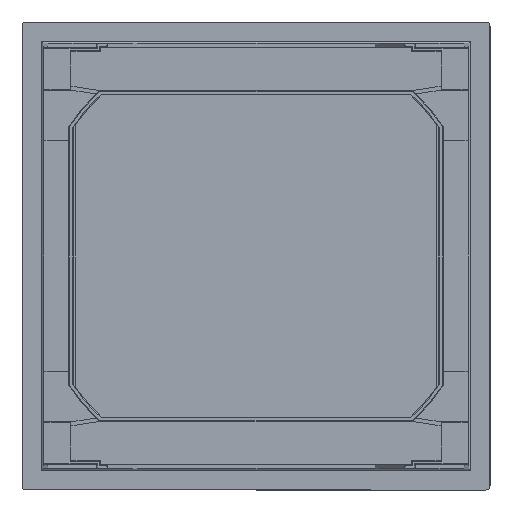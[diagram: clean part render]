
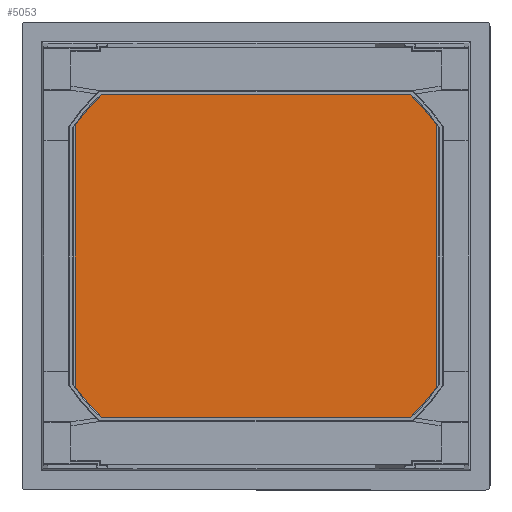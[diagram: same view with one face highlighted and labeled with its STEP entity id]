
A CAD part, front view. The second image highlights one B-rep face of the part: STEP entity #5053.
In plain terms, the highlighted planar face has unit normal (0, -1, 0).
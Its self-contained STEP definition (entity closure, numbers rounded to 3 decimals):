
#10 = LINE ( 'NONE', #1560, #146 ) ;
#146 = VECTOR ( 'NONE', #5916, 1000. ) ;
#214 = VERTEX_POINT ( 'NONE', #2703 ) ;
#346 = CARTESIAN_POINT ( 'NONE',  ( -96., 0., 96. ) ) ;
#601 = EDGE_LOOP ( 'NONE', ( #5808, #6391, #6585, #6803 ) ) ;
#629 = EDGE_CURVE ( 'NONE', #6153, #214, #1643, .T. ) ;
#819 = VERTEX_POINT ( 'NONE', #4230 ) ;
#1474 = VECTOR ( 'NONE', #5120, 1000. ) ;
#1485 = VECTOR ( 'NONE', #2692, 1000. ) ;
#1560 = CARTESIAN_POINT ( 'NONE',  ( -96., 0., -96. ) ) ;
#1643 = LINE ( 'NONE', #4410, #1485 ) ;
#2045 = PLANE ( 'NONE',  #2876 ) ;
#2377 = LINE ( 'NONE', #4475, #3516 ) ;
#2689 = EDGE_CURVE ( 'NONE', #214, #3665, #2941, .T. ) ;
#2692 = DIRECTION ( 'NONE',  ( 1., 0., 0. ) ) ;
#2703 = CARTESIAN_POINT ( 'NONE',  ( 96., 0., 96. ) ) ;
#2876 = AXIS2_PLACEMENT_3D ( 'NONE', #4783, #3176, #4817 ) ;
#2941 = LINE ( 'NONE', #4096, #1474 ) ;
#3176 = DIRECTION ( 'NONE',  ( 0., 1., 0. ) ) ;
#3516 = VECTOR ( 'NONE', #3886, 1000. ) ;
#3665 = VERTEX_POINT ( 'NONE', #3876 ) ;
#3876 = CARTESIAN_POINT ( 'NONE',  ( 96., 0., -96. ) ) ;
#3886 = DIRECTION ( 'NONE',  ( 0., 0., 1. ) ) ;
#4096 = CARTESIAN_POINT ( 'NONE',  ( 96., 0., -96. ) ) ;
#4230 = CARTESIAN_POINT ( 'NONE',  ( -96., 0., -96. ) ) ;
#4405 = EDGE_CURVE ( 'NONE', #819, #6153, #2377, .T. ) ;
#4410 = CARTESIAN_POINT ( 'NONE',  ( -96., 0., 96. ) ) ;
#4475 = CARTESIAN_POINT ( 'NONE',  ( -96., 0., -96. ) ) ;
#4680 = EDGE_CURVE ( 'NONE', #3665, #819, #10, .T. ) ;
#4783 = CARTESIAN_POINT ( 'NONE',  ( -96., 0., 96. ) ) ;
#4817 = DIRECTION ( 'NONE',  ( 0., 0., 1. ) ) ;
#5053 = ADVANCED_FACE ( 'NONE', ( #5807 ), #2045, .F. ) ;
#5120 = DIRECTION ( 'NONE',  ( 0., 0., -1. ) ) ;
#5807 = FACE_OUTER_BOUND ( 'NONE', #601, .T. ) ;
#5808 = ORIENTED_EDGE ( 'NONE', *, *, #4405, .F. ) ;
#5916 = DIRECTION ( 'NONE',  ( -1., 0., 0. ) ) ;
#6153 = VERTEX_POINT ( 'NONE', #346 ) ;
#6391 = ORIENTED_EDGE ( 'NONE', *, *, #4680, .F. ) ;
#6585 = ORIENTED_EDGE ( 'NONE', *, *, #2689, .F. ) ;
#6803 = ORIENTED_EDGE ( 'NONE', *, *, #629, .F. ) ;
